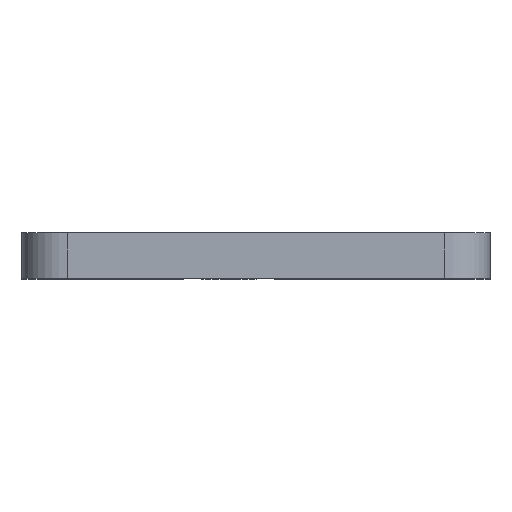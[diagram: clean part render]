
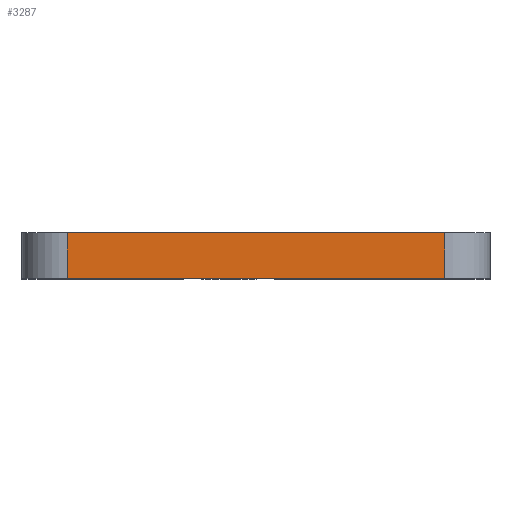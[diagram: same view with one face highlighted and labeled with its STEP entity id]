
A CAD part, top view. The second image highlights one B-rep face of the part: STEP entity #3287.
In plain terms, the highlighted planar face has unit normal (0, 0, 1).
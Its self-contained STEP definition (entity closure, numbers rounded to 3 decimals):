
#112=DIRECTION('',(1.,0.,0.));
#113=VECTOR('',#112,20.8);
#114=CARTESIAN_POINT('',(-10.4,0.,14.4));
#115=LINE('',#114,#113);
#475=DIRECTION('',(1.,0.,0.));
#476=VECTOR('',#475,20.8);
#477=CARTESIAN_POINT('',(-10.4,2.5,14.4));
#478=LINE('',#477,#476);
#864=DIRECTION('',(0.,-1.,0.));
#865=VECTOR('',#864,2.5);
#866=CARTESIAN_POINT('',(-10.4,2.5,14.4));
#867=LINE('',#866,#865);
#868=DIRECTION('',(0.,-1.,0.));
#869=VECTOR('',#868,2.5);
#870=CARTESIAN_POINT('',(10.4,2.5,14.4));
#871=LINE('',#870,#869);
#2002=CARTESIAN_POINT('',(-10.4,0.,14.4));
#2004=VERTEX_POINT('',#2002);
#2008=CARTESIAN_POINT('',(-10.4,2.5,14.4));
#2009=VERTEX_POINT('',#2008);
#2011=CARTESIAN_POINT('',(10.4,0.,14.4));
#2013=VERTEX_POINT('',#2011);
#2014=CARTESIAN_POINT('',(10.4,2.5,14.4));
#2015=VERTEX_POINT('',#2014);
#3275=CARTESIAN_POINT('',(-12.9,0.,14.4));
#3276=DIRECTION('',(0.,0.,1.));
#3277=DIRECTION('',(1.,0.,0.));
#3278=AXIS2_PLACEMENT_3D('',#3275,#3276,#3277);
#3279=PLANE('',#3278);
#3280=ORIENTED_EDGE('',*,*,#3270,.F.);
#3281=ORIENTED_EDGE('',*,*,#3035,.T.);
#3283=ORIENTED_EDGE('',*,*,#3282,.T.);
#3284=ORIENTED_EDGE('',*,*,#2693,.F.);
#3285=EDGE_LOOP('',(#3280,#3281,#3283,#3284));
#3286=FACE_OUTER_BOUND('',#3285,.F.);
#3287=ADVANCED_FACE('',(#3286),#3279,.T.);
#2693=EDGE_CURVE('',#2004,#2013,#115,.T.);
#3035=EDGE_CURVE('',#2009,#2015,#478,.T.);
#3270=EDGE_CURVE('',#2009,#2004,#867,.T.);
#3282=EDGE_CURVE('',#2015,#2013,#871,.T.);
